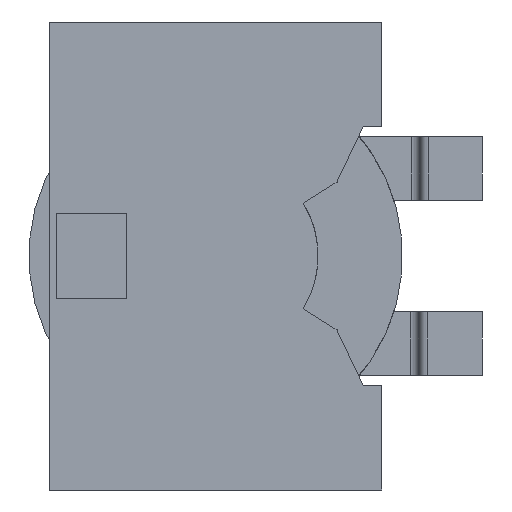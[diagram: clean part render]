
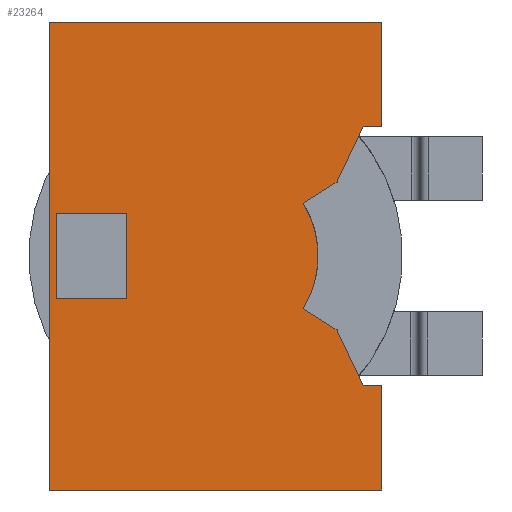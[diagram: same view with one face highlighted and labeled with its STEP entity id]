
A CAD part, front view. The second image highlights one B-rep face of the part: STEP entity #23264.
In plain terms, the highlighted planar face has unit normal (0, -1, 0).
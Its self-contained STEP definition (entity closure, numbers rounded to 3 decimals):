
#197 = LINE ( 'NONE', #3877, #16683 ) ;
#430 = DIRECTION ( 'NONE',  ( -1., 0., 0. ) ) ;
#546 = CARTESIAN_POINT ( 'NONE',  ( -9.901, -1., 13.951 ) ) ;
#703 = CARTESIAN_POINT ( 'NONE',  ( 7.232, -1., 4.411 ) ) ;
#725 = VECTOR ( 'NONE', #1701, 1000. ) ;
#904 = VECTOR ( 'NONE', #5093, 1000. ) ;
#1142 = CARTESIAN_POINT ( 'NONE',  ( 9.901, -1., -7.749 ) ) ;
#1186 = EDGE_CURVE ( 'NONE', #13605, #1384, #10572, .T. ) ;
#1250 = DIRECTION ( 'NONE',  ( 1., 0., 0. ) ) ;
#1369 = CARTESIAN_POINT ( 'NONE',  ( 0., -1., 0. ) ) ;
#1384 = VERTEX_POINT ( 'NONE', #11731 ) ;
#1672 = CARTESIAN_POINT ( 'NONE',  ( -5.3, -1., 2.55 ) ) ;
#1701 = DIRECTION ( 'NONE',  ( -0.847, 0., 0.531 ) ) ;
#1962 = VECTOR ( 'NONE', #18967, 1000. ) ;
#2443 = CARTESIAN_POINT ( 'NONE',  ( 5.223, -1., -3.153 ) ) ;
#2537 = CARTESIAN_POINT ( 'NONE',  ( 7.232, -1., 4.411 ) ) ;
#2625 = CARTESIAN_POINT ( 'NONE',  ( 5.223, -1., 3.153 ) ) ;
#2739 = DIRECTION ( 'NONE',  ( 0.847, 0., 0.531 ) ) ;
#2907 = EDGE_CURVE ( 'NONE', #9029, #13605, #3580, .T. ) ;
#2969 = ORIENTED_EDGE ( 'NONE', *, *, #11635, .T. ) ;
#3077 = CARTESIAN_POINT ( 'NONE',  ( 8.801, -1., 7.749 ) ) ;
#3349 = DIRECTION ( 'NONE',  ( 0., 0., 1. ) ) ;
#3368 = VECTOR ( 'NONE', #8676, 1000. ) ;
#3516 = CARTESIAN_POINT ( 'NONE',  ( -9.901, -1., -13.951 ) ) ;
#3524 = EDGE_CURVE ( 'NONE', #15678, #12759, #4705, .T. ) ;
#3580 = LINE ( 'NONE', #1672, #16702 ) ;
#3877 = CARTESIAN_POINT ( 'NONE',  ( -9.901, -1., 13.951 ) ) ;
#4273 = ORIENTED_EDGE ( 'NONE', *, *, #1186, .F. ) ;
#4705 = LINE ( 'NONE', #1142, #8751 ) ;
#4923 = DIRECTION ( 'NONE',  ( 0., 0., -1. ) ) ;
#5093 = DIRECTION ( 'NONE',  ( 0., 0., -1. ) ) ;
#5418 = DIRECTION ( 'NONE',  ( 0., 0., 1. ) ) ;
#5579 = ORIENTED_EDGE ( 'NONE', *, *, #10872, .T. ) ;
#5606 = CARTESIAN_POINT ( 'NONE',  ( 8.801, -1., -7.749 ) ) ;
#5706 = LINE ( 'NONE', #19809, #11200 ) ;
#5907 = EDGE_CURVE ( 'NONE', #1384, #6139, #16011, .T. ) ;
#5966 = LINE ( 'NONE', #11504, #13297 ) ;
#6002 = CARTESIAN_POINT ( 'NONE',  ( 5.223, -1., 3.153 ) ) ;
#6116 = EDGE_CURVE ( 'NONE', #20170, #14986, #20604, .T. ) ;
#6139 = VERTEX_POINT ( 'NONE', #8057 ) ;
#6287 = DIRECTION ( 'NONE',  ( 0., -1., 0. ) ) ;
#6291 = CARTESIAN_POINT ( 'NONE',  ( -5.3, -1., -2.55 ) ) ;
#6315 = DIRECTION ( 'NONE',  ( 1., 0., 0. ) ) ;
#6592 = FACE_OUTER_BOUND ( 'NONE', #15853, .T. ) ;
#6715 = PLANE ( 'NONE',  #8982 ) ;
#6930 = CARTESIAN_POINT ( 'NONE',  ( -5.3, -1., 2.55 ) ) ;
#7103 = VERTEX_POINT ( 'NONE', #10856 ) ;
#7861 = VERTEX_POINT ( 'NONE', #8679 ) ;
#8057 = CARTESIAN_POINT ( 'NONE',  ( -9.5, -1., -2.55 ) ) ;
#8079 = DIRECTION ( 'NONE',  ( -0.425, 0., 0.905 ) ) ;
#8128 = LINE ( 'NONE', #15831, #14565 ) ;
#8346 = EDGE_LOOP ( 'NONE', ( #4273, #9321, #11966, #16467 ) ) ;
#8389 = ORIENTED_EDGE ( 'NONE', *, *, #14776, .T. ) ;
#8522 = VECTOR ( 'NONE', #23244, 1000. ) ;
#8676 = DIRECTION ( 'NONE',  ( -1., 0., 0. ) ) ;
#8679 = CARTESIAN_POINT ( 'NONE',  ( 7.232, -1., -4.411 ) ) ;
#8751 = VECTOR ( 'NONE', #13691, 1000. ) ;
#8982 = AXIS2_PLACEMENT_3D ( 'NONE', #1369, #21151, #4923 ) ;
#9029 = VERTEX_POINT ( 'NONE', #6291 ) ;
#9098 = VECTOR ( 'NONE', #8079, 1000. ) ;
#9129 = VERTEX_POINT ( 'NONE', #3077 ) ;
#9321 = ORIENTED_EDGE ( 'NONE', *, *, #2907, .F. ) ;
#9333 = ORIENTED_EDGE ( 'NONE', *, *, #11164, .T. ) ;
#10166 = EDGE_CURVE ( 'NONE', #7103, #21953, #14296, .T. ) ;
#10179 = VECTOR ( 'NONE', #2739, 1000. ) ;
#10572 = LINE ( 'NONE', #17818, #3368 ) ;
#10632 = ORIENTED_EDGE ( 'NONE', *, *, #17389, .T. ) ;
#10703 = CARTESIAN_POINT ( 'NONE',  ( 9.901, -1., -13.951 ) ) ;
#10856 = CARTESIAN_POINT ( 'NONE',  ( 9.901, -1., 7.749 ) ) ;
#10872 = EDGE_CURVE ( 'NONE', #16012, #18069, #21513, .T. ) ;
#10887 = ORIENTED_EDGE ( 'NONE', *, *, #10166, .T. ) ;
#11115 = ORIENTED_EDGE ( 'NONE', *, *, #3524, .T. ) ;
#11164 = EDGE_CURVE ( 'NONE', #18069, #12749, #13732, .T. ) ;
#11200 = VECTOR ( 'NONE', #18040, 1000. ) ;
#11504 = CARTESIAN_POINT ( 'NONE',  ( -9.5, -1., -2.55 ) ) ;
#11635 = EDGE_CURVE ( 'NONE', #7861, #16012, #21853, .T. ) ;
#11731 = CARTESIAN_POINT ( 'NONE',  ( -9.5, -1., 2.55 ) ) ;
#11822 = LINE ( 'NONE', #703, #1962 ) ;
#11883 = ORIENTED_EDGE ( 'NONE', *, *, #6116, .T. ) ;
#11966 = ORIENTED_EDGE ( 'NONE', *, *, #21836, .F. ) ;
#12102 = LINE ( 'NONE', #15698, #8522 ) ;
#12288 = CARTESIAN_POINT ( 'NONE',  ( -9.5, -1., 2.55 ) ) ;
#12637 = VERTEX_POINT ( 'NONE', #10703 ) ;
#12749 = VERTEX_POINT ( 'NONE', #2537 ) ;
#12759 = VERTEX_POINT ( 'NONE', #5606 ) ;
#13297 = VECTOR ( 'NONE', #6315, 1000. ) ;
#13429 = EDGE_CURVE ( 'NONE', #9129, #7103, #8128, .T. ) ;
#13493 = DIRECTION ( 'NONE',  ( 0., 0., -1. ) ) ;
#13605 = VERTEX_POINT ( 'NONE', #6930 ) ;
#13691 = DIRECTION ( 'NONE',  ( -1., 0., 0. ) ) ;
#13732 = LINE ( 'NONE', #2625, #10179 ) ;
#14296 = LINE ( 'NONE', #21648, #16621 ) ;
#14318 = ORIENTED_EDGE ( 'NONE', *, *, #20285, .T. ) ;
#14565 = VECTOR ( 'NONE', #1250, 1000. ) ;
#14776 = EDGE_CURVE ( 'NONE', #14986, #12637, #5706, .T. ) ;
#14986 = VERTEX_POINT ( 'NONE', #3516 ) ;
#15171 = DIRECTION ( 'NONE',  ( 0., 0., -1. ) ) ;
#15678 = VERTEX_POINT ( 'NONE', #18266 ) ;
#15698 = CARTESIAN_POINT ( 'NONE',  ( 9.901, -1., -7.749 ) ) ;
#15831 = CARTESIAN_POINT ( 'NONE',  ( 8.801, -1., 7.749 ) ) ;
#15853 = EDGE_LOOP ( 'NONE', ( #14318, #11883, #8389, #10632, #11115, #21504, #2969, #5579, #9333, #19810, #20664, #10887 ) ) ;
#16011 = LINE ( 'NONE', #12288, #904 ) ;
#16012 = VERTEX_POINT ( 'NONE', #2443 ) ;
#16467 = ORIENTED_EDGE ( 'NONE', *, *, #5907, .F. ) ;
#16621 = VECTOR ( 'NONE', #5418, 1000. ) ;
#16683 = VECTOR ( 'NONE', #430, 1000. ) ;
#16702 = VECTOR ( 'NONE', #3349, 1000. ) ;
#17389 = EDGE_CURVE ( 'NONE', #12637, #15678, #12102, .T. ) ;
#17689 = CARTESIAN_POINT ( 'NONE',  ( 9.901, -1., 13.951 ) ) ;
#17818 = CARTESIAN_POINT ( 'NONE',  ( -9.5, -1., 2.55 ) ) ;
#17930 = VECTOR ( 'NONE', #15171, 1000. ) ;
#17956 = FACE_BOUND ( 'NONE', #8346, .T. ) ;
#18040 = DIRECTION ( 'NONE',  ( 1., 0., 0. ) ) ;
#18069 = VERTEX_POINT ( 'NONE', #6002 ) ;
#18121 = AXIS2_PLACEMENT_3D ( 'NONE', #22498, #6287, #13493 ) ;
#18266 = CARTESIAN_POINT ( 'NONE',  ( 9.901, -1., -7.749 ) ) ;
#18269 = EDGE_CURVE ( 'NONE', #12759, #7861, #18640, .T. ) ;
#18640 = LINE ( 'NONE', #19098, #9098 ) ;
#18967 = DIRECTION ( 'NONE',  ( 0.425, 0., 0.905 ) ) ;
#19098 = CARTESIAN_POINT ( 'NONE',  ( 8.801, -1., -7.749 ) ) ;
#19733 = CARTESIAN_POINT ( 'NONE',  ( 7.232, -1., -4.411 ) ) ;
#19809 = CARTESIAN_POINT ( 'NONE',  ( 9.901, -1., -13.951 ) ) ;
#19810 = ORIENTED_EDGE ( 'NONE', *, *, #22059, .T. ) ;
#20170 = VERTEX_POINT ( 'NONE', #546 ) ;
#20285 = EDGE_CURVE ( 'NONE', #21953, #20170, #197, .T. ) ;
#20604 = LINE ( 'NONE', #22370, #17930 ) ;
#20664 = ORIENTED_EDGE ( 'NONE', *, *, #13429, .T. ) ;
#21151 = DIRECTION ( 'NONE',  ( 0., -1., 0. ) ) ;
#21504 = ORIENTED_EDGE ( 'NONE', *, *, #18269, .T. ) ;
#21513 = CIRCLE ( 'NONE', #18121, 6.101 ) ;
#21648 = CARTESIAN_POINT ( 'NONE',  ( 9.901, -1., 13.951 ) ) ;
#21836 = EDGE_CURVE ( 'NONE', #6139, #9029, #5966, .T. ) ;
#21853 = LINE ( 'NONE', #19733, #725 ) ;
#21953 = VERTEX_POINT ( 'NONE', #17689 ) ;
#22059 = EDGE_CURVE ( 'NONE', #12749, #9129, #11822, .T. ) ;
#22370 = CARTESIAN_POINT ( 'NONE',  ( -9.901, -1., -13.951 ) ) ;
#22498 = CARTESIAN_POINT ( 'NONE',  ( 0., -1., 0. ) ) ;
#23244 = DIRECTION ( 'NONE',  ( 0., 0., 1. ) ) ;
#23264 = ADVANCED_FACE ( 'NONE', ( #6592, #17956 ), #6715, .T. ) ;
